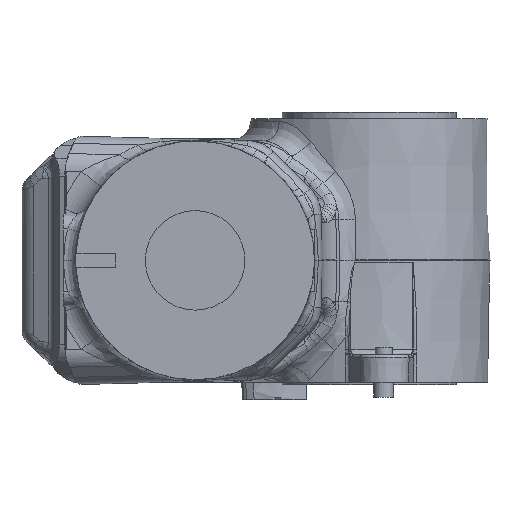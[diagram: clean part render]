
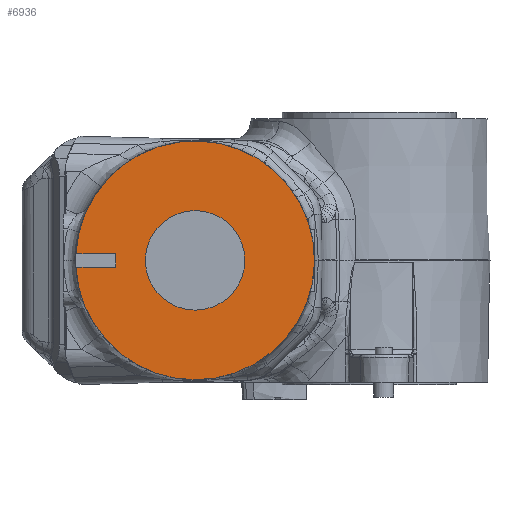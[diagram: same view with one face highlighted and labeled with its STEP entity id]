
A CAD part, left-side view. The second image highlights one B-rep face of the part: STEP entity #6936.
In plain terms, the highlighted planar face has unit normal (-1, 0, 0).
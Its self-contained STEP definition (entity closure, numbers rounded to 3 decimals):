
#793=FACE_BOUND('',#1308,.T.);
#850=FACE_OUTER_BOUND('',#1307,.T.);
#1307=EDGE_LOOP('',(#4766,#4767,#4768,#4769,#4770));
#1308=EDGE_LOOP('',(#4771));
#1790=LINE('',#11898,#2119);
#1791=LINE('',#11900,#2120);
#1792=LINE('',#11902,#2121);
#2119=VECTOR('',#8274,1000.);
#2120=VECTOR('',#8275,1000.);
#2121=VECTOR('',#8276,1000.);
#2411=CIRCLE('',#7434,20.);
#2415=CIRCLE('',#7441,48.);
#2416=CIRCLE('',#7442,48.);
#2819=VERTEX_POINT('',#11883);
#2823=VERTEX_POINT('',#11896);
#2824=VERTEX_POINT('',#11897);
#2825=VERTEX_POINT('',#11899);
#2826=VERTEX_POINT('',#11901);
#2827=VERTEX_POINT('',#11903);
#3536=EDGE_CURVE('',#2819,#2819,#2411,.T.);
#3542=EDGE_CURVE('',#2823,#2824,#1790,.T.);
#3543=EDGE_CURVE('',#2825,#2823,#1791,.T.);
#3544=EDGE_CURVE('',#2826,#2825,#1792,.T.);
#3545=EDGE_CURVE('',#2827,#2826,#2415,.T.);
#3546=EDGE_CURVE('',#2824,#2827,#2416,.T.);
#4766=ORIENTED_EDGE('',*,*,#3542,.F.);
#4767=ORIENTED_EDGE('',*,*,#3543,.F.);
#4768=ORIENTED_EDGE('',*,*,#3544,.F.);
#4769=ORIENTED_EDGE('',*,*,#3545,.F.);
#4770=ORIENTED_EDGE('',*,*,#3546,.F.);
#4771=ORIENTED_EDGE('',*,*,#3536,.T.);
#6799=PLANE('',#7440);
#6936=ADVANCED_FACE('',(#850,#793),#6799,.F.);
#7434=AXIS2_PLACEMENT_3D('',#11884,#8258,#8259);
#7440=AXIS2_PLACEMENT_3D('',#11895,#8272,#8273);
#7441=AXIS2_PLACEMENT_3D('',#11904,#8277,#8278);
#7442=AXIS2_PLACEMENT_3D('',#11905,#8279,#8280);
#8258=DIRECTION('center_axis',(1.,0.,0.));
#8259=DIRECTION('ref_axis',(0.,0.,
1.));
#8272=DIRECTION('center_axis',(1.,0.,0.));
#8273=DIRECTION('ref_axis',(0.,0.,
-1.));
#8274=DIRECTION('',(0.,1.,0.));
#8275=DIRECTION('',(0.,0.,1.));
#8276=DIRECTION('',(0.,-1.,0.));
#8277=DIRECTION('center_axis',(1.,0.,0.));
#8278=DIRECTION('ref_axis',(0.,0.,-1.));
#8279=DIRECTION('center_axis',(1.,0.,0.));
#8280=DIRECTION('ref_axis',(0.,0.,-1.));
#11883=CARTESIAN_POINT('',(388.185,617.785,270.287));
#11884=CARTESIAN_POINT('Origin',(388.185,617.785,290.287));
#11895=CARTESIAN_POINT('Origin',(388.185,617.785,290.287));
#11896=CARTESIAN_POINT('',(388.185,649.785,293.037));
#11897=CARTESIAN_POINT('',(388.185,665.706,293.037));
#11898=CARTESIAN_POINT('',(388.185,617.785,293.037));
#11899=CARTESIAN_POINT('',(388.185,649.785,287.537));
#11900=CARTESIAN_POINT('',(388.185,649.785,290.287));
#11901=CARTESIAN_POINT('',(388.185,665.706,287.537));
#11902=CARTESIAN_POINT('',(388.185,617.785,287.537));
#11903=CARTESIAN_POINT('',(388.185,617.785,242.287));
#11904=CARTESIAN_POINT('Origin',(388.185,617.785,290.287));
#11905=CARTESIAN_POINT('Origin',(388.185,617.785,290.287));
